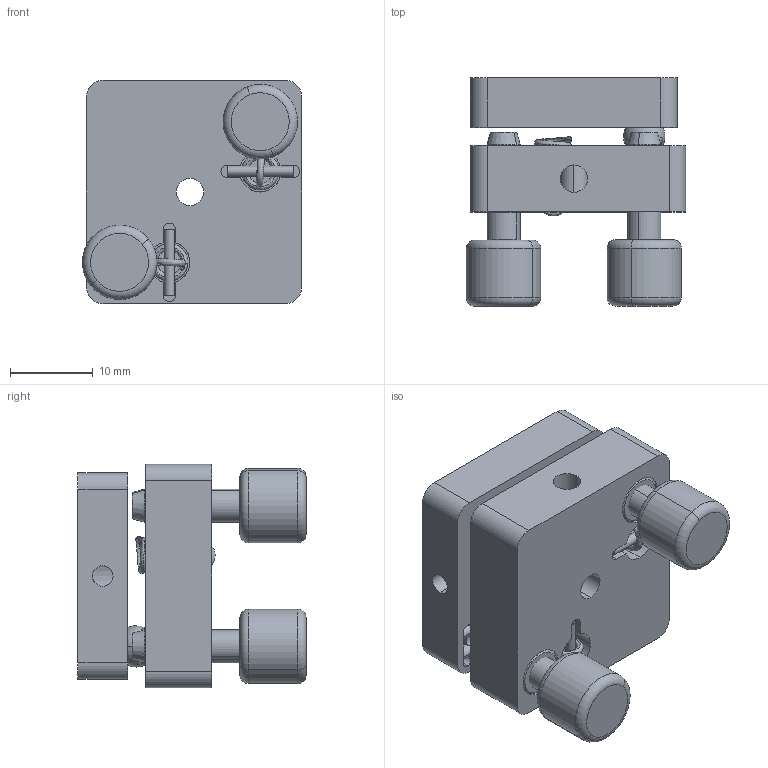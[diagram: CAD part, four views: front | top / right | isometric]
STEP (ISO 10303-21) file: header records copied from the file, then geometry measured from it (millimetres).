
FILE_DESCRIPTION (( 'STEP AP214' ), '1' );
FILE_NAME ('54MMT-1M.STEP', '2018-11-08T05:47:13', ( '' ), ( '' ), 'SwSTEP 2.0', 'SolidWorks 2016', '' );
FILE_SCHEMA (( 'AUTOMOTIVE_DESIGN' ));
Length unit declared in the file: millimetre
Products named in the file (1): 54MMT-1M
Bounding box: 26.5 x 27.58 x 27 mm (x, y, z)
Surface area: 6370.2 mm2 (no closed solid volume)
Topology: 0 solids, 19 shells, 142 faces, 421 edges, 287 vertices
Faces by surface type: cylinder 63, plane 47, cone 12, bspline 10, torus 8, sphere 2
Entity records: 10427 total; most frequent: CARTESIAN_POINT 5043, DIRECTION 840, ORIENTED_EDGE 706, EDGE_CURVE 416, AXIS2_PLACEMENT_3D 335, VERTEX_POINT 284, CIRCLE 202, EDGE_LOOP 176
